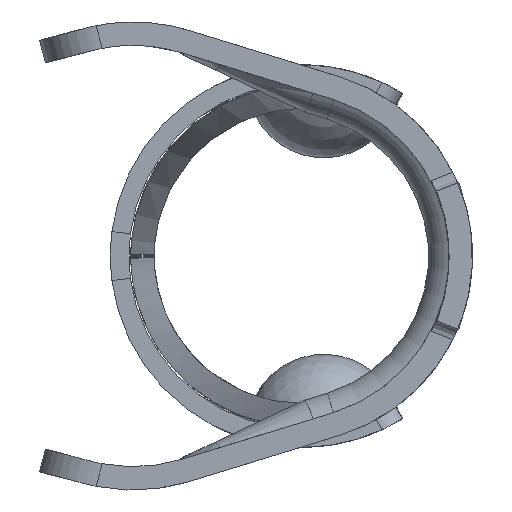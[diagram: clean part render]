
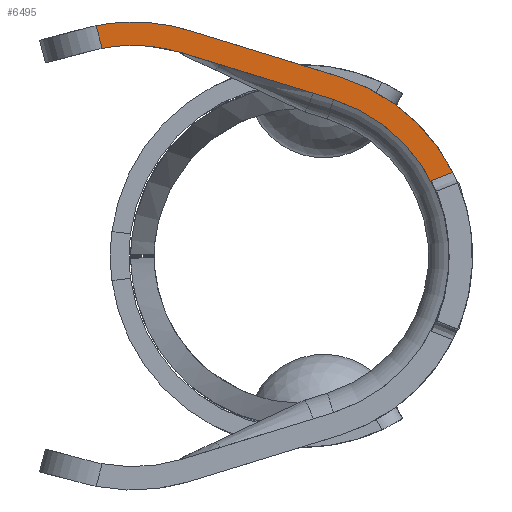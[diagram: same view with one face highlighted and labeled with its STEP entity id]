
A CAD part, left-side view. The second image highlights one B-rep face of the part: STEP entity #6495.
In plain terms, the highlighted planar face has unit normal (-1, 0, 0).
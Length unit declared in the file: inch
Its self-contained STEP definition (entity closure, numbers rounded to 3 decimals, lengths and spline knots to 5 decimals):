
#6 = CARTESIAN_POINT ( 'NONE',  ( 0., -0.04705, 0.15292 ) ) ;
#78 = AXIS2_PLACEMENT_3D ( 'NONE', #2897, #8232, #13589 ) ;
#429 = CARTESIAN_POINT ( 'NONE',  ( 0., -0.13921, 0.07002 ) ) ;
#574 = CARTESIAN_POINT ( 'NONE',  ( 0., 0.13, 0.2 ) ) ;
#716 = PLANE ( 'NONE',  #937 ) ;
#793 = VERTEX_POINT ( 'NONE', #7762 ) ;
#805 = ORIENTED_EDGE ( 'NONE', *, *, #6063, .F. ) ;
#930 = CARTESIAN_POINT ( 'NONE',  ( 0., -0.04705, 0.15292 ) ) ;
#937 = AXIS2_PLACEMENT_3D ( 'NONE', #6058, #11408, #16754 ) ;
#1009 = VERTEX_POINT ( 'NONE', #1635 ) ;
#1052 = VERTEX_POINT ( 'NONE', #5035 ) ;
#1208 = ORIENTED_EDGE ( 'NONE', *, *, #13285, .F. ) ;
#1402 = LINE ( 'NONE', #6739, #6275 ) ;
#1438 = VERTEX_POINT ( 'NONE', #13327 ) ;
#1478 = EDGE_CURVE ( 'NONE', #6020, #1009, #1402, .T. ) ;
#1635 = CARTESIAN_POINT ( 'NONE',  ( 0., 0.15646, 0.17748 ) ) ;
#1745 = CARTESIAN_POINT ( 'NONE',  ( 0., -0.13407, 0.06801 ) ) ;
#2076 = DIRECTION ( 'NONE',  ( -1., 0., 0. ) ) ;
#2337 = VERTEX_POINT ( 'NONE', #4674 ) ;
#2354 = CARTESIAN_POINT ( 'NONE',  ( 0., -0.12736, 0.05823 ) ) ;
#2356 = CARTESIAN_POINT ( 'NONE',  ( 0., -0.04117, 0.13381 ) ) ;
#2398 = CARTESIAN_POINT ( 'NONE',  ( 0., -0.12868, 0.05515 ) ) ;
#2897 = CARTESIAN_POINT ( 'NONE',  ( 0., 0.13, 0.04 ) ) ;
#3057 = CARTESIAN_POINT ( 'NONE',  ( 0., -0.12862, 0.06589 ) ) ;
#3353 = ORIENTED_EDGE ( 'NONE', *, *, #16753, .F. ) ;
#3441 = B_SPLINE_CURVE_WITH_KNOTS ( 'NONE', 3,
 ( #14358, #2354, #7690, #13042 ),
 .UNSPECIFIED., .F., .F.,
 ( 4, 4 ),
 ( 0., 0.00026 ),
 .UNSPECIFIED. ) ;
#3664 = ORIENTED_EDGE ( 'NONE', *, *, #17124, .F. ) ;
#4369 = CARTESIAN_POINT ( 'NONE',  ( 0., -0.12472, 0.06438 ) ) ;
#4468 = DIRECTION ( 'NONE',  ( 0., 0., 1. ) ) ;
#4674 = CARTESIAN_POINT ( 'NONE',  ( 0., 0.08295, 0.19292 ) ) ;
#5013 = CARTESIAN_POINT ( 'NONE',  ( 0., 0.13, 0.04 ) ) ;
#5035 = CARTESIAN_POINT ( 'NONE',  ( 0., -0.04117, 0.13381 ) ) ;
#5114 = EDGE_CURVE ( 'NONE', #7742, #1009, #9853, .T. ) ;
#5150 = CIRCLE ( 'NONE', #12702, 0.14 ) ;
#5159 = DIRECTION ( 'NONE',  ( -1., 0., 0. ) ) ;
#5357 = DIRECTION ( 'NONE',  ( 0., -0.956, -0.294 ) ) ;
#5362 = CARTESIAN_POINT ( 'NONE',  ( 0., 0.13, 0.18 ) ) ;
#5766 = CARTESIAN_POINT ( 'NONE',  ( 0., -0.14051, 0.07053 ) ) ;
#6015 = CARTESIAN_POINT ( 'NONE',  ( 0., 0.16159, 0.19685 ) ) ;
#6020 = VERTEX_POINT ( 'NONE', #6015 ) ;
#6058 = CARTESIAN_POINT ( 'NONE',  ( 0., 0.13, -0.04 ) ) ;
#6063 = EDGE_CURVE ( 'NONE', #793, #7742, #5150, .T. ) ;
#6103 = VERTEX_POINT ( 'NONE', #930 ) ;
#6110 = ORIENTED_EDGE ( 'NONE', *, *, #11350, .F. ) ;
#6140 = CIRCLE ( 'NONE', #15940, 0.16 ) ;
#6275 = VECTOR ( 'NONE', #12094, 39.37008 ) ;
#6326 = VERTEX_POINT ( 'NONE', #2398 ) ;
#6495 = ADVANCED_FACE ( 'NONE', ( #8673 ), #716, .F. ) ;
#6620 = CARTESIAN_POINT ( 'NONE',  ( 0., 0., 0. ) ) ;
#6739 = CARTESIAN_POINT ( 'NONE',  ( 0., 0.10093, -0.03231 ) ) ;
#7077 = CARTESIAN_POINT ( 'NONE',  ( 0., -0.13579, 0.06868 ) ) ;
#7135 = VECTOR ( 'NONE', #7692, 39.37008 ) ;
#7407 = DIRECTION ( 'NONE',  ( 0., 0., 1. ) ) ;
#7681 = ORIENTED_EDGE ( 'NONE', *, *, #13592, .F. ) ;
#7690 = CARTESIAN_POINT ( 'NONE',  ( 0., -0.12604, 0.06131 ) ) ;
#7692 = DIRECTION ( 'NONE',  ( 0., 0.956, 0.294 ) ) ;
#7742 = VERTEX_POINT ( 'NONE', #5362 ) ;
#7762 = CARTESIAN_POINT ( 'NONE',  ( 0., 0.08883, 0.17381 ) ) ;
#7840 = EDGE_CURVE ( 'NONE', #10628, #2337, #10993, .T. ) ;
#8232 = DIRECTION ( 'NONE',  ( -1., 0., 0. ) ) ;
#8361 = CARTESIAN_POINT ( 'NONE',  ( 0., -0.12472, 0.06438 ) ) ;
#8383 = CARTESIAN_POINT ( 'NONE',  ( 0., -0.13044, 0.0666 ) ) ;
#8673 = FACE_OUTER_BOUND ( 'NONE', #9925, .T. ) ;
#8744 = AXIS2_PLACEMENT_3D ( 'NONE', #11125, #16478, #4468 ) ;
#9535 = CIRCLE ( 'NONE', #17106, 0.14 ) ;
#9700 = CARTESIAN_POINT ( 'NONE',  ( 0., -0.12602, 0.06489 ) ) ;
#9853 = CIRCLE ( 'NONE', #78, 0.14 ) ;
#9925 = EDGE_LOOP ( 'NONE', ( #1208, #13118, #14441, #7681, #3664, #15578, #6110, #11589, #15530, #805, #3353 ) ) ;
#10189 = CIRCLE ( 'NONE', #15119, 0.16 ) ;
#10344 = DIRECTION ( 'NONE',  ( 1., 0., 0. ) ) ;
#10482 = DIRECTION ( 'NONE',  ( 0., 0., -1. ) ) ;
#10628 = VERTEX_POINT ( 'NONE', #574 ) ;
#10993 = CIRCLE ( 'NONE', #8744, 0.16 ) ;
#11106 = CARTESIAN_POINT ( 'NONE',  ( 0., -0.14181, 0.07105 ) ) ;
#11125 = CARTESIAN_POINT ( 'NONE',  ( 0., 0.13, 0.04 ) ) ;
#11350 = EDGE_CURVE ( 'NONE', #6020, #10628, #10189, .T. ) ;
#11408 = DIRECTION ( 'NONE',  ( 1., 0., 0. ) ) ;
#11589 = ORIENTED_EDGE ( 'NONE', *, *, #1478, .T. ) ;
#11970 = DIRECTION ( 'NONE',  ( 1., 0., 0. ) ) ;
#12016 = LINE ( 'NONE', #6, #13594 ) ;
#12078 = B_SPLINE_CURVE_WITH_KNOTS ( 'NONE', 3,
 ( #4369, #9700, #15061, #3057, #8383, #13747, #1745, #7077, #12432, #429, #5766, #11106, #16460 ),
 .UNSPECIFIED., .F., .F.,
 ( 4, 3, 3, 3, 4 ),
 ( 0.00001, 0.00012, 0.00026, 0.0004, 0.00051 ),
 .UNSPECIFIED. ) ;
#12094 = DIRECTION ( 'NONE',  ( 0., -0.256, -0.967 ) ) ;
#12186 = EDGE_CURVE ( 'NONE', #15294, #1438, #12078, .T. ) ;
#12432 = CARTESIAN_POINT ( 'NONE',  ( 0., -0.1375, 0.06935 ) ) ;
#12702 = AXIS2_PLACEMENT_3D ( 'NONE', #14073, #2076, #7407 ) ;
#13042 = CARTESIAN_POINT ( 'NONE',  ( 0., -0.12472, 0.06438 ) ) ;
#13118 = ORIENTED_EDGE ( 'NONE', *, *, #14247, .T. ) ;
#13285 = EDGE_CURVE ( 'NONE', #6326, #1052, #9535, .T. ) ;
#13327 = CARTESIAN_POINT ( 'NONE',  ( 0., -0.14311, 0.07156 ) ) ;
#13589 = DIRECTION ( 'NONE',  ( 0., 0., 1. ) ) ;
#13592 = EDGE_CURVE ( 'NONE', #6103, #1438, #6140, .T. ) ;
#13594 = VECTOR ( 'NONE', #5357, 39.37008 ) ;
#13747 = CARTESIAN_POINT ( 'NONE',  ( 0., -0.13226, 0.0673 ) ) ;
#14073 = CARTESIAN_POINT ( 'NONE',  ( 0., 0.13, 0.04 ) ) ;
#14247 = EDGE_CURVE ( 'NONE', #6326, #15294, #3441, .T. ) ;
#14358 = CARTESIAN_POINT ( 'NONE',  ( 0., -0.12868, 0.05515 ) ) ;
#14361 = LINE ( 'NONE', #2356, #7135 ) ;
#14441 = ORIENTED_EDGE ( 'NONE', *, *, #12186, .T. ) ;
#15061 = CARTESIAN_POINT ( 'NONE',  ( 0., -0.12732, 0.06539 ) ) ;
#15119 = AXIS2_PLACEMENT_3D ( 'NONE', #5013, #10344, #15702 ) ;
#15294 = VERTEX_POINT ( 'NONE', #8361 ) ;
#15530 = ORIENTED_EDGE ( 'NONE', *, *, #5114, .F. ) ;
#15578 = ORIENTED_EDGE ( 'NONE', *, *, #7840, .F. ) ;
#15702 = DIRECTION ( 'NONE',  ( 0., 0., 1. ) ) ;
#15940 = AXIS2_PLACEMENT_3D ( 'NONE', #6620, #11970, #17323 ) ;
#16460 = CARTESIAN_POINT ( 'NONE',  ( 0., -0.14311, 0.07156 ) ) ;
#16478 = DIRECTION ( 'NONE',  ( 1., 0., 0. ) ) ;
#16753 = EDGE_CURVE ( 'NONE', #1052, #793, #14361, .T. ) ;
#16754 = DIRECTION ( 'NONE',  ( 0., 0., -1. ) ) ;
#17106 = AXIS2_PLACEMENT_3D ( 'NONE', #17162, #5159, #10482 ) ;
#17124 = EDGE_CURVE ( 'NONE', #2337, #6103, #12016, .T. ) ;
#17162 = CARTESIAN_POINT ( 'NONE',  ( 0., 0., 0. ) ) ;
#17323 = DIRECTION ( 'NONE',  ( 0., 0., -1. ) ) ;
